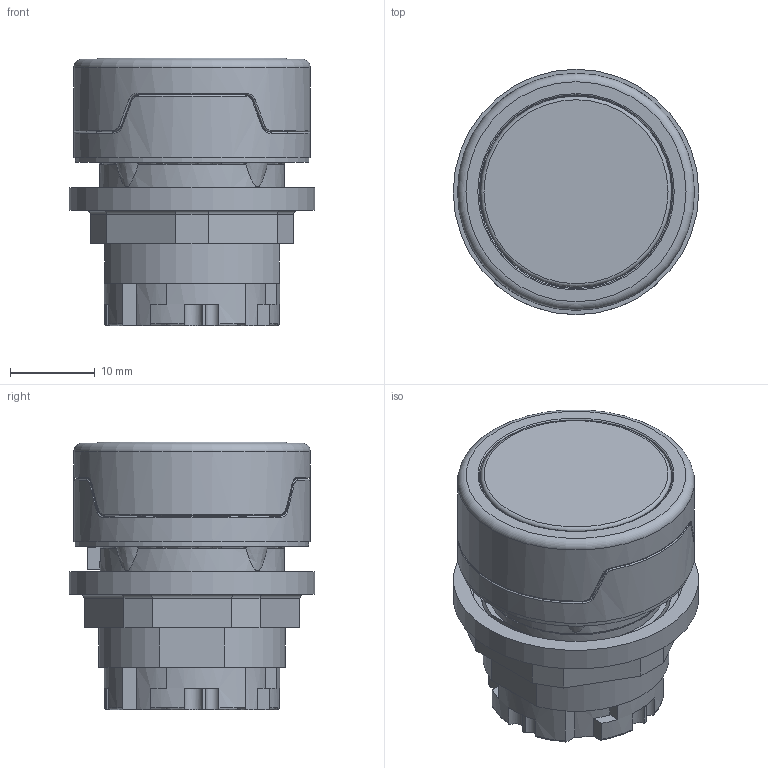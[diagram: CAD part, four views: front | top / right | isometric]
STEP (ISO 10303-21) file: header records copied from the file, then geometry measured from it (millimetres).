
FILE_DESCRIPTION(/* description */ (''),/* implementation_level */ '2;1');
FILE_NAME(/* name */ 'RMCT_ipt.stp',/* time_stamp */ '2017-05-04T10:41:46+02:00',/* author */ ('ahoffmann'),/* organization */ (''),/* preprocessor_version */ 'ST-DEVELOPER v16.1',/* originating_system */ 'Autodesk Inventor 2016',/* authorisation */ '');
FILE_SCHEMA (('AUTOMOTIVE_DESIGN { 1 0 10303 214 3 1 1 }'));
Length unit declared in the file: centimetre
Products named in the file (1): RMCT_vereinfacht
Bounding box: 29 x 29 x 31.65 mm (x, y, z)
Volume: 7599.6 mm3; surface area: 10024.1 mm2
Topology: 2 solids, 6 shells, 481 faces, 1287 edges, 821 vertices
Faces by surface type: plane 243, cylinder 125, torus 67, bspline 38, cone 7, sphere 1
Full cylindrical faces by diameter (mm): 18.176 x2, 18.6 x2, 20.75 x1, 21.85 x1, 22.55 x1, 22.6 x1, 22.9 x2, 25.35 x1, 25.9 x1, 26 x1, 27.65 x1, 28 x2, 29 x1
Entity records: 16584 total; most frequent: CARTESIAN_POINT 4811, ORIENTED_EDGE 2474, DIRECTION 2454, EDGE_CURVE 1232, AXIS2_PLACEMENT_3D 936, VERTEX_POINT 801, LINE 582, VECTOR 582
